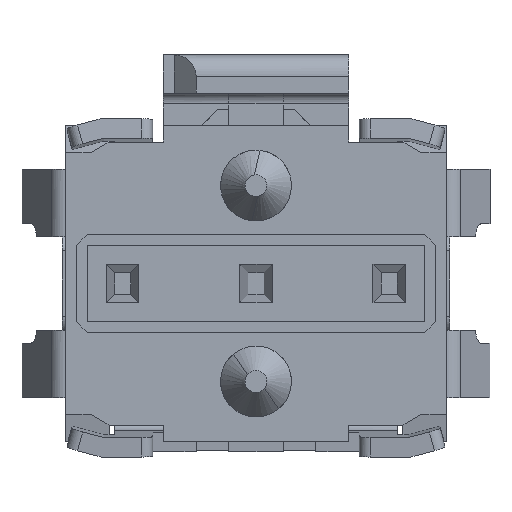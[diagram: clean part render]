
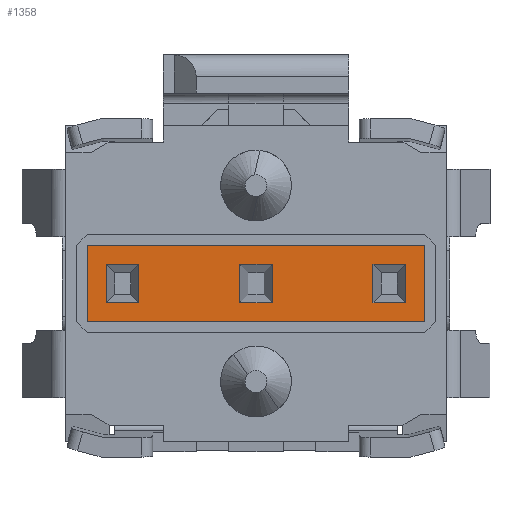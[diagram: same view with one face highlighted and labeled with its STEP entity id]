
A CAD part, front view. The second image highlights one B-rep face of the part: STEP entity #1358.
In plain terms, the highlighted planar face has unit normal (0, -1, 0).
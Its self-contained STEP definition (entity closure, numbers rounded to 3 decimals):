
#998 = ORIENTED_EDGE ( 'NONE', *, *, #3056, .T. ) ;
#999 = ORIENTED_EDGE ( 'NONE', *, *, #10575, .T. ) ;
#1000 = ORIENTED_EDGE ( 'NONE', *, *, #10574, .T. ) ;
#1001 = ORIENTED_EDGE ( 'NONE', *, *, #10584, .T. ) ;
#1002 = ORIENTED_EDGE ( 'NONE', *, *, #10573, .T. ) ;
#1133 = ORIENTED_EDGE ( 'NONE', *, *, #3064, .T. ) ;
#1134 = ORIENTED_EDGE ( 'NONE', *, *, #3060, .T. ) ;
#1135 = ORIENTED_EDGE ( 'NONE', *, *, #3058, .T. ) ;
#1147 = ORIENTED_EDGE ( 'NONE', *, *, #3061, .T. ) ;
#1358 = ADVANCED_FACE ( 'NONE', ( #10742, #10739, #10738, #10633 ), #4180, .T. ) ;
#2390 = VERTEX_POINT ( 'NONE', #5431 ) ;
#2391 = VERTEX_POINT ( 'NONE', #5432 ) ;
#2392 = VERTEX_POINT ( 'NONE', #5433 ) ;
#2393 = VERTEX_POINT ( 'NONE', #5434 ) ;
#2394 = VERTEX_POINT ( 'NONE', #5435 ) ;
#2395 = VERTEX_POINT ( 'NONE', #5436 ) ;
#2396 = VERTEX_POINT ( 'NONE', #5437 ) ;
#2397 = VERTEX_POINT ( 'NONE', #5438 ) ;
#2398 = VERTEX_POINT ( 'NONE', #5439 ) ;
#2399 = VERTEX_POINT ( 'NONE', #5440 ) ;
#2400 = VERTEX_POINT ( 'NONE', #5441 ) ;
#2401 = VERTEX_POINT ( 'NONE', #5442 ) ;
#2424 = VERTEX_POINT ( 'NONE', #5465 ) ;
#2425 = VERTEX_POINT ( 'NONE', #5466 ) ;
#2426 = VERTEX_POINT ( 'NONE', #5467 ) ;
#2427 = VERTEX_POINT ( 'NONE', #5468 ) ;
#2933 = ORIENTED_EDGE ( 'NONE', *, *, #3076, .T. ) ;
#2934 = ORIENTED_EDGE ( 'NONE', *, *, #3074, .T. ) ;
#2935 = ORIENTED_EDGE ( 'NONE', *, *, #3077, .T. ) ;
#2936 = ORIENTED_EDGE ( 'NONE', *, *, #3072, .T. ) ;
#2937 = ORIENTED_EDGE ( 'NONE', *, *, #3066, .T. ) ;
#2938 = ORIENTED_EDGE ( 'NONE', *, *, #3068, .T. ) ;
#2939 = ORIENTED_EDGE ( 'NONE', *, *, #3069, .T. ) ;
#3019 = EDGE_LOOP ( 'NONE', ( #2933, #2935, #2936, #2934 ) ) ;
#3020 = EDGE_LOOP ( 'NONE', ( #2938, #2939, #1133, #2937 ) ) ;
#3021 = EDGE_LOOP ( 'NONE', ( #1134, #1147, #998, #1135 ) ) ;
#3030 = EDGE_LOOP ( 'NONE', ( #999, #1001, #1000, #1002 ) ) ;
#3056 = EDGE_CURVE ( 'NONE', #2390, #2391, #5940, .T. ) ;
#3058 = EDGE_CURVE ( 'NONE', #2391, #2392, #5946, .T. ) ;
#3060 = EDGE_CURVE ( 'NONE', #2392, #2393, #5952, .T. ) ;
#3061 = EDGE_CURVE ( 'NONE', #2393, #2390, #5955, .T. ) ;
#3064 = EDGE_CURVE ( 'NONE', #2394, #2395, #5964, .T. ) ;
#3066 = EDGE_CURVE ( 'NONE', #2395, #2396, #5970, .T. ) ;
#3068 = EDGE_CURVE ( 'NONE', #2396, #2397, #5976, .T. ) ;
#3069 = EDGE_CURVE ( 'NONE', #2397, #2394, #5979, .T. ) ;
#3072 = EDGE_CURVE ( 'NONE', #2398, #2399, #5988, .T. ) ;
#3074 = EDGE_CURVE ( 'NONE', #2399, #2400, #5994, .T. ) ;
#3076 = EDGE_CURVE ( 'NONE', #2400, #2401, #6000, .T. ) ;
#3077 = EDGE_CURVE ( 'NONE', #2401, #2398, #6003, .T. ) ;
#4180 = PLANE ( 'NONE',  #10740 ) ;
#4181 = CARTESIAN_POINT ( 'NONE',  ( -1.849, -0.285, -0.603 ) ) ;
#4182 = DIRECTION ( 'NONE',  ( 0., -1., 0. ) ) ;
#4183 = DIRECTION ( 'NONE',  ( 0., 0., -1. ) ) ;
#5431 = CARTESIAN_POINT ( 'NONE',  ( -1.374, -0.285, -0.078 ) ) ;
#5432 = CARTESIAN_POINT ( 'NONE',  ( -1.374, -0.285, -0.428 ) ) ;
#5433 = CARTESIAN_POINT ( 'NONE',  ( -1.674, -0.285, -0.428 ) ) ;
#5434 = CARTESIAN_POINT ( 'NONE',  ( -1.674, -0.285, -0.078 ) ) ;
#5435 = CARTESIAN_POINT ( 'NONE',  ( -0.449, -0.285, -0.078 ) ) ;
#5436 = CARTESIAN_POINT ( 'NONE',  ( -0.149, -0.285, -0.078 ) ) ;
#5437 = CARTESIAN_POINT ( 'NONE',  ( -0.149, -0.285, -0.428 ) ) ;
#5438 = CARTESIAN_POINT ( 'NONE',  ( -0.449, -0.285, -0.428 ) ) ;
#5439 = CARTESIAN_POINT ( 'NONE',  ( 0.776, -0.285, -0.428 ) ) ;
#5440 = CARTESIAN_POINT ( 'NONE',  ( 0.776, -0.285, -0.078 ) ) ;
#5441 = CARTESIAN_POINT ( 'NONE',  ( 1.076, -0.285, -0.078 ) ) ;
#5442 = CARTESIAN_POINT ( 'NONE',  ( 1.076, -0.285, -0.428 ) ) ;
#5465 = CARTESIAN_POINT ( 'NONE',  ( -1.849, -0.285, 0.097 ) ) ;
#5466 = CARTESIAN_POINT ( 'NONE',  ( -1.849, -0.285, -0.603 ) ) ;
#5467 = CARTESIAN_POINT ( 'NONE',  ( 1.251, -0.285, -0.603 ) ) ;
#5468 = CARTESIAN_POINT ( 'NONE',  ( 1.251, -0.285, 0.097 ) ) ;
#5940 = LINE ( 'NONE', #5941, #9473 ) ;
#5941 = CARTESIAN_POINT ( 'NONE',  ( -1.374, -0.285, -0.603 ) ) ;
#5942 = DIRECTION ( 'NONE',  ( 0., 0., -1. ) ) ;
#5946 = LINE ( 'NONE', #5947, #9471 ) ;
#5947 = CARTESIAN_POINT ( 'NONE',  ( -1.849, -0.285, -0.428 ) ) ;
#5948 = DIRECTION ( 'NONE',  ( -1., 0., 0. ) ) ;
#5952 = LINE ( 'NONE', #5953, #9469 ) ;
#5953 = CARTESIAN_POINT ( 'NONE',  ( -1.674, -0.285, -0.603 ) ) ;
#5954 = DIRECTION ( 'NONE',  ( 0., 0., 1. ) ) ;
#5955 = LINE ( 'NONE', #5956, #9468 ) ;
#5956 = CARTESIAN_POINT ( 'NONE',  ( -1.849, -0.285, -0.078 ) ) ;
#5957 = DIRECTION ( 'NONE',  ( 1., 0., 0. ) ) ;
#5964 = LINE ( 'NONE', #5965, #9465 ) ;
#5965 = CARTESIAN_POINT ( 'NONE',  ( -1.849, -0.285, -0.078 ) ) ;
#5966 = DIRECTION ( 'NONE',  ( 1., 0., 0. ) ) ;
#5970 = LINE ( 'NONE', #5971, #9463 ) ;
#5971 = CARTESIAN_POINT ( 'NONE',  ( -0.149, -0.285, -0.603 ) ) ;
#5972 = DIRECTION ( 'NONE',  ( 0., 0., -1. ) ) ;
#5976 = LINE ( 'NONE', #5977, #9461 ) ;
#5977 = CARTESIAN_POINT ( 'NONE',  ( -1.849, -0.285, -0.428 ) ) ;
#5978 = DIRECTION ( 'NONE',  ( -1., 0., 0. ) ) ;
#5979 = LINE ( 'NONE', #5980, #9460 ) ;
#5980 = CARTESIAN_POINT ( 'NONE',  ( -0.449, -0.285, -0.603 ) ) ;
#5981 = DIRECTION ( 'NONE',  ( 0., 0., 1. ) ) ;
#5988 = LINE ( 'NONE', #5989, #9457 ) ;
#5989 = CARTESIAN_POINT ( 'NONE',  ( 0.776, -0.285, -0.603 ) ) ;
#5990 = DIRECTION ( 'NONE',  ( 0., 0., 1. ) ) ;
#5994 = LINE ( 'NONE', #5995, #9455 ) ;
#5995 = CARTESIAN_POINT ( 'NONE',  ( -1.849, -0.285, -0.078 ) ) ;
#5996 = DIRECTION ( 'NONE',  ( 1., 0., 0. ) ) ;
#6000 = LINE ( 'NONE', #6001, #9453 ) ;
#6001 = CARTESIAN_POINT ( 'NONE',  ( 1.076, -0.285, -0.603 ) ) ;
#6002 = DIRECTION ( 'NONE',  ( 0., 0., -1. ) ) ;
#6003 = LINE ( 'NONE', #6004, #9450 ) ;
#6004 = CARTESIAN_POINT ( 'NONE',  ( -1.849, -0.285, -0.428 ) ) ;
#6005 = DIRECTION ( 'NONE',  ( -1., 0., 0. ) ) ;
#8471 = VECTOR ( 'NONE', #8924, 1000. ) ;
#8472 = VECTOR ( 'NONE', #8927, 1000. ) ;
#8474 = VECTOR ( 'NONE', #8930, 1000. ) ;
#8487 = VECTOR ( 'NONE', #8963, 1000. ) ;
#8922 = LINE ( 'NONE', #8923, #8471 ) ;
#8923 = CARTESIAN_POINT ( 'NONE',  ( -1.849, -0.285, 0.097 ) ) ;
#8924 = DIRECTION ( 'NONE',  ( -1., 0., 0. ) ) ;
#8925 = LINE ( 'NONE', #8926, #8472 ) ;
#8926 = CARTESIAN_POINT ( 'NONE',  ( 1.251, -0.285, 0.097 ) ) ;
#8927 = DIRECTION ( 'NONE',  ( 0., 0., 1. ) ) ;
#8928 = LINE ( 'NONE', #8929, #8474 ) ;
#8929 = CARTESIAN_POINT ( 'NONE',  ( -1.849, -0.285, 0.097 ) ) ;
#8930 = DIRECTION ( 'NONE',  ( 0., 0., -1. ) ) ;
#8961 = LINE ( 'NONE', #8962, #8487 ) ;
#8962 = CARTESIAN_POINT ( 'NONE',  ( -1.849, -0.285, -0.603 ) ) ;
#8963 = DIRECTION ( 'NONE',  ( 1., 0., 0. ) ) ;
#9450 = VECTOR ( 'NONE', #6005, 1000. ) ;
#9453 = VECTOR ( 'NONE', #6002, 1000. ) ;
#9455 = VECTOR ( 'NONE', #5996, 1000. ) ;
#9457 = VECTOR ( 'NONE', #5990, 1000. ) ;
#9460 = VECTOR ( 'NONE', #5981, 1000. ) ;
#9461 = VECTOR ( 'NONE', #5978, 1000. ) ;
#9463 = VECTOR ( 'NONE', #5972, 1000. ) ;
#9465 = VECTOR ( 'NONE', #5966, 1000. ) ;
#9468 = VECTOR ( 'NONE', #5957, 1000. ) ;
#9469 = VECTOR ( 'NONE', #5954, 1000. ) ;
#9471 = VECTOR ( 'NONE', #5948, 1000. ) ;
#9473 = VECTOR ( 'NONE', #5942, 1000. ) ;
#10573 = EDGE_CURVE ( 'NONE', #2427, #2424, #8922, .T. ) ;
#10574 = EDGE_CURVE ( 'NONE', #2426, #2427, #8925, .T. ) ;
#10575 = EDGE_CURVE ( 'NONE', #2424, #2425, #8928, .T. ) ;
#10584 = EDGE_CURVE ( 'NONE', #2425, #2426, #8961, .T. ) ;
#10633 = FACE_OUTER_BOUND ( 'NONE', #3030, .T. ) ;
#10738 = FACE_BOUND ( 'NONE', #3021, .T. ) ;
#10739 = FACE_BOUND ( 'NONE', #3020, .T. ) ;
#10740 = AXIS2_PLACEMENT_3D ( 'NONE', #4181, #4182, #4183 ) ;
#10742 = FACE_BOUND ( 'NONE', #3019, .T. ) ;
